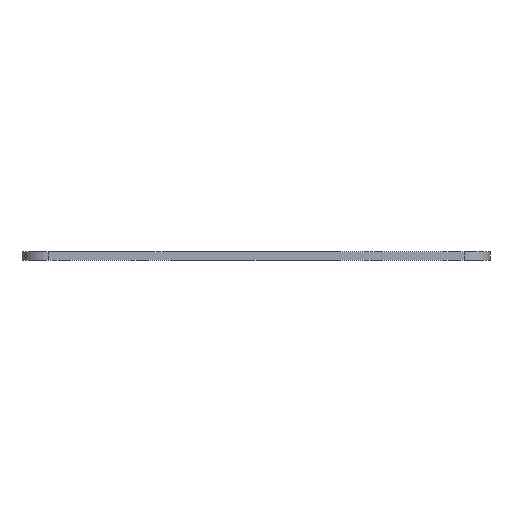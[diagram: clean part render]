
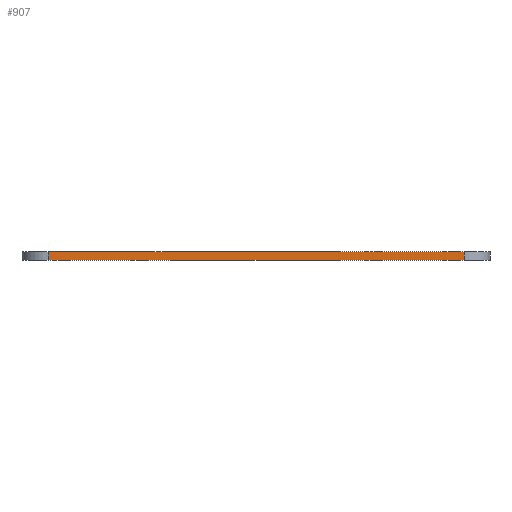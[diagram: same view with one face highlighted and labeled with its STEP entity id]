
A CAD part, left-side view. The second image highlights one B-rep face of the part: STEP entity #907.
In plain terms, the highlighted planar face has unit normal (-1, 0, 0).
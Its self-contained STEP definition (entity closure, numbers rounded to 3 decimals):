
#120=PLANE($,#1028);
#165=FACE_OUTER_BOUND($,#276,.T.);
#276=EDGE_LOOP($,(#779,#780,#781,#782));
#321=LINE($,#1390,#349);
#327=LINE($,#1409,#355);
#329=LINE($,#1414,#357);
#338=LINE($,#1529,#366);
#349=VECTOR($,#1118,80.);
#355=VECTOR($,#1138,1.588);
#357=VECTOR($,#1144,1.588);
#366=VECTOR($,#1293,80.);
#482=VERTEX_POINT($,#1387);
#483=VERTEX_POINT($,#1389);
#489=VERTEX_POINT($,#1407);
#490=VERTEX_POINT($,#1413);
#572=EDGE_CURVE($,#482,#483,#321,.T.);
#582=EDGE_CURVE($,#489,#482,#327,.T.);
#584=EDGE_CURVE($,#483,#490,#329,.T.);
#626=EDGE_CURVE($,#489,#490,#338,.T.);
#779=ORIENTED_EDGE($,*,*,#582,.F.);
#780=ORIENTED_EDGE($,*,*,#626,.T.);
#781=ORIENTED_EDGE($,*,*,#584,.F.);
#782=ORIENTED_EDGE($,*,*,#572,.F.);
#907=ADVANCED_FACE($,(#165),#120,.T.);
#1028=AXIS2_PLACEMENT_3D($,#1528,#1291,#1292);
#1118=DIRECTION($,(0.,-1.,0.));
#1138=DIRECTION($,(0.,0.,1.));
#1144=DIRECTION($,(0.,0.,-1.));
#1291=DIRECTION('center_axis',(-1.,0.,0.));
#1292=DIRECTION('ref_axis',(0.,-1.,0.));
#1293=DIRECTION($,(0.,-1.,0.));
#1387=CARTESIAN_POINT('',(0.,85.,1.588));
#1389=CARTESIAN_POINT('',(0.,5.,1.588));
#1390=CARTESIAN_POINT($,(0.,90.,1.588));
#1407=CARTESIAN_POINT('',(0.,85.,0.));
#1409=CARTESIAN_POINT($,(0.,85.,0.));
#1413=CARTESIAN_POINT('',(0.,5.,0.));
#1414=CARTESIAN_POINT($,(0.,5.,0.));
#1528=CARTESIAN_POINT('Origin',(0.,90.,0.));
#1529=CARTESIAN_POINT($,(0.,90.,0.));
